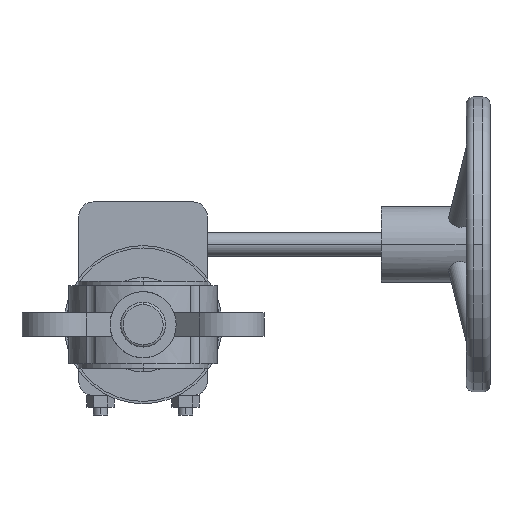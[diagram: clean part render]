
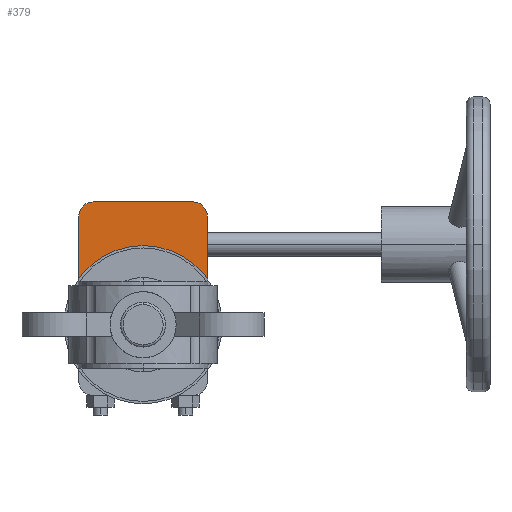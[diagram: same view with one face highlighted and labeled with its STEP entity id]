
A CAD part, front view. The second image highlights one B-rep face of the part: STEP entity #379.
In plain terms, the highlighted planar face has unit normal (0, -1, 0).
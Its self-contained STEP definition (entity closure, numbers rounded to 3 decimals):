
#379 = ADVANCED_FACE( '', ( #933 ), #934, .F. );
#933 = FACE_OUTER_BOUND( '', #1509, .T. );
#934 = PLANE( '', #1510 );
#1509 = EDGE_LOOP( '', ( #3759, #3760, #3761, #3762, #3763, #3764, #3765, #3766, #3767, #3768, #3769, #3770, #3771, #3772, #3773, #3774, #3775, #3776, #3777, #3778 ) );
#1510 = AXIS2_PLACEMENT_3D( '', #3779, #3780, #3781 );
#3759 = ORIENTED_EDGE( '', *, *, #4685, .T. );
#3760 = ORIENTED_EDGE( '', *, *, #4681, .T. );
#3761 = ORIENTED_EDGE( '', *, *, #4728, .T. );
#3762 = ORIENTED_EDGE( '', *, *, #4725, .T. );
#3763 = ORIENTED_EDGE( '', *, *, #4721, .T. );
#3764 = ORIENTED_EDGE( '', *, *, #4737, .F. );
#3765 = ORIENTED_EDGE( '', *, *, #4696, .T. );
#3766 = ORIENTED_EDGE( '', *, *, #4687, .T. );
#3767 = ORIENTED_EDGE( '', *, *, #4719, .T. );
#3768 = ORIENTED_EDGE( '', *, *, #4716, .T. );
#3769 = ORIENTED_EDGE( '', *, *, #4713, .T. );
#3770 = ORIENTED_EDGE( '', *, *, #4442, .F. );
#3771 = ORIENTED_EDGE( '', *, *, #4738, .F. );
#3772 = ORIENTED_EDGE( '', *, *, #4739, .F. );
#3773 = ORIENTED_EDGE( '', *, *, #4740, .F. );
#3774 = ORIENTED_EDGE( '', *, *, #4741, .F. );
#3775 = ORIENTED_EDGE( '', *, *, #4742, .F. );
#3776 = ORIENTED_EDGE( '', *, *, #4743, .F. );
#3777 = ORIENTED_EDGE( '', *, *, #4744, .F. );
#3778 = ORIENTED_EDGE( '', *, *, #4436, .F. );
#3779 = CARTESIAN_POINT( '', ( 0., 131., -18.5 ) );
#3780 = DIRECTION( '', ( 0., 1., 0. ) );
#3781 = DIRECTION( '', ( 0., 0., -1. ) );
#4436 = EDGE_CURVE( '', #5542, #5538, #5544, .T. );
#4442 = EDGE_CURVE( '', #5551, #5554, #5555, .T. );
#4681 = EDGE_CURVE( '', #5956, #5957, #5958, .T. );
#4685 = EDGE_CURVE( '', #5542, #5956, #5964, .T. );
#4687 = EDGE_CURVE( '', #5966, #5967, #5968, .T. );
#4696 = EDGE_CURVE( '', #5983, #5966, #5984, .T. );
#4713 = EDGE_CURVE( '', #6011, #5554, #6012, .T. );
#4716 = EDGE_CURVE( '', #6016, #6011, #6017, .T. );
#4719 = EDGE_CURVE( '', #5967, #6016, #6021, .T. );
#4721 = EDGE_CURVE( '', #6023, #6024, #6025, .T. );
#4725 = EDGE_CURVE( '', #6031, #6023, #6032, .T. );
#4728 = EDGE_CURVE( '', #5957, #6031, #6036, .T. );
#4737 = EDGE_CURVE( '', #5983, #6024, #6048, .T. );
#4738 = EDGE_CURVE( '', #6049, #5551, #6050, .T. );
#4739 = EDGE_CURVE( '', #6051, #6049, #6052, .T. );
#4740 = EDGE_CURVE( '', #6053, #6051, #6054, .T. );
#4741 = EDGE_CURVE( '', #6055, #6053, #6056, .T. );
#4742 = EDGE_CURVE( '', #6057, #6055, #6058, .T. );
#4743 = EDGE_CURVE( '', #6059, #6057, #6060, .T. );
#4744 = EDGE_CURVE( '', #5538, #6059, #6061, .T. );
#5538 = VERTEX_POINT( '', #7661 );
#5542 = VERTEX_POINT( '', #7666 );
#5544 = CIRCLE( '', #7677, 25.029 );
#5551 = VERTEX_POINT( '', #7704 );
#5554 = VERTEX_POINT( '', #7708 );
#5555 = CIRCLE( '', #7709, 25.029 );
#5956 = VERTEX_POINT( '', #9141 );
#5957 = VERTEX_POINT( '', #9142 );
#5958 = CIRCLE( '', #9143, 9. );
#5964 = LINE( '', #9151, #9152 );
#5966 = VERTEX_POINT( '', #9155 );
#5967 = VERTEX_POINT( '', #9156 );
#5968 = CIRCLE( '', #9157, 9. );
#5983 = VERTEX_POINT( '', #9179 );
#5984 = LINE( '', #9180, #9181 );
#6011 = VERTEX_POINT( '', #9238 );
#6012 = LINE( '', #9239, #9240 );
#6016 = VERTEX_POINT( '', #9246 );
#6017 = CIRCLE( '', #9247, 9. );
#6021 = CIRCLE( '', #9252, 2. );
#6023 = VERTEX_POINT( '', #9254 );
#6024 = VERTEX_POINT( '', #9255 );
#6025 = LINE( '', #9256, #9257 );
#6031 = VERTEX_POINT( '', #9274 );
#6032 = CIRCLE( '', #9275, 9. );
#6036 = CIRCLE( '', #9280, 2. );
#6048 = CIRCLE( '', #9333, 25.029 );
#6049 = VERTEX_POINT( '', #9334 );
#6050 = LINE( '', #9335, #9336 );
#6051 = VERTEX_POINT( '', #9337 );
#6052 = LINE( '', #9338, #9339 );
#6053 = VERTEX_POINT( '', #9340 );
#6054 = CIRCLE( '', #9341, 6. );
#6055 = VERTEX_POINT( '', #9342 );
#6056 = LINE( '', #9343, #9344 );
#6057 = VERTEX_POINT( '', #9345 );
#6058 = CIRCLE( '', #9346, 6. );
#6059 = VERTEX_POINT( '', #9347 );
#6060 = LINE( '', #9348, #9349 );
#6061 = LINE( '', #9350, #9351 );
#7661 = CARTESIAN_POINT( '', ( -25.029, 131., -18.5 ) );
#7666 = CARTESIAN_POINT( '', ( -21.588, 131., -5.834 ) );
#7677 = AXIS2_PLACEMENT_3D( '', #10276, #10277, #10278 );
#7704 = CARTESIAN_POINT( '', ( 25.029, 131., -18.5 ) );
#7708 = CARTESIAN_POINT( '', ( 21.588, 131., -5.834 ) );
#7709 = AXIS2_PLACEMENT_3D( '', #10282, #10283, #10284 );
#9141 = CARTESIAN_POINT( '', ( -22.37, 131., -4.717 ) );
#9142 = CARTESIAN_POINT( '', ( -23.371, 131., 3.744 ) );
#9143 = AXIS2_PLACEMENT_3D( '', #10697, #10698, #10699 );
#9151 = CARTESIAN_POINT( '', ( -15.452, 131., -14.597 ) );
#9152 = VECTOR( '', #10705, 1. );
#9155 = CARTESIAN_POINT( '', ( 13.783, 131., 3.87 ) );
#9156 = CARTESIAN_POINT( '', ( 22.244, 131., 4.871 ) );
#9157 = AXIS2_PLACEMENT_3D( '', #10707, #10708, #10709 );
#9179 = CARTESIAN_POINT( '', ( 12.666, 131., 3.088 ) );
#9180 = CARTESIAN_POINT( '', ( 3.903, 131., -3.048 ) );
#9181 = VECTOR( '', #10723, 1. );
#9238 = CARTESIAN_POINT( '', ( 22.37, 131., -4.717 ) );
#9239 = CARTESIAN_POINT( '', ( 14.286, 131., -16.262 ) );
#9240 = VECTOR( '', #10745, 1. );
#9246 = CARTESIAN_POINT( '', ( 23.371, 131., 3.744 ) );
#9247 = AXIS2_PLACEMENT_3D( '', #10748, #10749, #10750 );
#9252 = AXIS2_PLACEMENT_3D( '', #10755, #10756, #10757 );
#9254 = CARTESIAN_POINT( '', ( -13.783, 131., 3.87 ) );
#9255 = CARTESIAN_POINT( '', ( -12.666, 131., 3.088 ) );
#9256 = CARTESIAN_POINT( '', ( -2.238, 131., -4.214 ) );
#9257 = VECTOR( '', #10761, 1. );
#9274 = CARTESIAN_POINT( '', ( -22.244, 131., 4.871 ) );
#9275 = AXIS2_PLACEMENT_3D( '', #10764, #10765, #10766 );
#9280 = AXIS2_PLACEMENT_3D( '', #10771, #10772, #10773 );
#9333 = AXIS2_PLACEMENT_3D( '', #10785, #10786, #10787 );
#9334 = CARTESIAN_POINT( '', ( 27.2, 131., -18.5 ) );
#9335 = CARTESIAN_POINT( '', ( 27.2, 131., -18.5 ) );
#9336 = VECTOR( '', #10788, 1. );
#9337 = CARTESIAN_POINT( '', ( 27.2, 131., 27.5 ) );
#9338 = CARTESIAN_POINT( '', ( 27.2, 131., 27.5 ) );
#9339 = VECTOR( '', #10789, 1. );
#9340 = CARTESIAN_POINT( '', ( 21.2, 131., 33.5 ) );
#9341 = AXIS2_PLACEMENT_3D( '', #10790, #10791, #10792 );
#9342 = CARTESIAN_POINT( '', ( -21.2, 131., 33.5 ) );
#9343 = CARTESIAN_POINT( '', ( -21.2, 131., 33.5 ) );
#9344 = VECTOR( '', #10793, 1. );
#9345 = CARTESIAN_POINT( '', ( -27.2, 131., 27.5 ) );
#9346 = AXIS2_PLACEMENT_3D( '', #10794, #10795, #10796 );
#9347 = CARTESIAN_POINT( '', ( -27.2, 131., -18.5 ) );
#9348 = CARTESIAN_POINT( '', ( -27.2, 131., -18.5 ) );
#9349 = VECTOR( '', #10797, 1. );
#9350 = CARTESIAN_POINT( '', ( 27.2, 131., -18.5 ) );
#9351 = VECTOR( '', #10798, 1. );
#10276 = CARTESIAN_POINT( '', ( 0., 131., -18.5 ) );
#10277 = DIRECTION( '', ( 0., -1., 0. ) );
#10278 = DIRECTION( '', ( -1., 0., 0. ) );
#10282 = CARTESIAN_POINT( '', ( 0., 131., -18.5 ) );
#10283 = DIRECTION( '', ( 0., -1., 0. ) );
#10284 = DIRECTION( '', ( -1., 0., 0. ) );
#10697 = CARTESIAN_POINT( '', ( -14.998, 131., 0.445 ) );
#10698 = DIRECTION( '', ( 0., 1., 0. ) );
#10699 = DIRECTION( '', ( -0.819, 0., -0.574 ) );
#10705 = DIRECTION( '', ( -0.574, 0., 0.819 ) );
#10707 = CARTESIAN_POINT( '', ( 18.945, 131., -3.502 ) );
#10708 = DIRECTION( '', ( 0., 1., 0. ) );
#10709 = DIRECTION( '', ( -0.574, 0., 0.819 ) );
#10723 = DIRECTION( '', ( 0.819, 0., 0.574 ) );
#10745 = DIRECTION( '', ( -0.574, 0., -0.819 ) );
#10748 = CARTESIAN_POINT( '', ( 14.998, 131., 0.445 ) );
#10749 = DIRECTION( '', ( 0., 1., 0. ) );
#10750 = DIRECTION( '', ( 0.93, 0., 0.367 ) );
#10755 = CARTESIAN_POINT( '', ( 21.511, 131., 3.011 ) );
#10756 = DIRECTION( '', ( 0., 1., 0. ) );
#10757 = DIRECTION( '', ( 0.367, 0., 0.93 ) );
#10761 = DIRECTION( '', ( 0.819, 0., -0.574 ) );
#10764 = CARTESIAN_POINT( '', ( -18.945, 131., -3.502 ) );
#10765 = DIRECTION( '', ( 0., 1., 0. ) );
#10766 = DIRECTION( '', ( -0.367, 0., 0.93 ) );
#10771 = CARTESIAN_POINT( '', ( -21.511, 131., 3.011 ) );
#10772 = DIRECTION( '', ( 0., 1., 0. ) );
#10773 = DIRECTION( '', ( -0.93, 0., 0.367 ) );
#10785 = CARTESIAN_POINT( '', ( 0., 131., -18.5 ) );
#10786 = DIRECTION( '', ( 0., -1., 0. ) );
#10787 = DIRECTION( '', ( -1., 0., 0. ) );
#10788 = DIRECTION( '', ( -1., 0., 0. ) );
#10789 = DIRECTION( '', ( 0., 0., -1. ) );
#10790 = CARTESIAN_POINT( '', ( 21.2, 131., 27.5 ) );
#10791 = DIRECTION( '', ( 0., 1., 0. ) );
#10792 = DIRECTION( '', ( 0., 0., 1. ) );
#10793 = DIRECTION( '', ( 1., 0., 0. ) );
#10794 = CARTESIAN_POINT( '', ( -21.2, 131., 27.5 ) );
#10795 = DIRECTION( '', ( 0., 1., 0. ) );
#10796 = DIRECTION( '', ( -1., 0., 0. ) );
#10797 = DIRECTION( '', ( 0., 0., 1. ) );
#10798 = DIRECTION( '', ( -1., 0., 0. ) );
